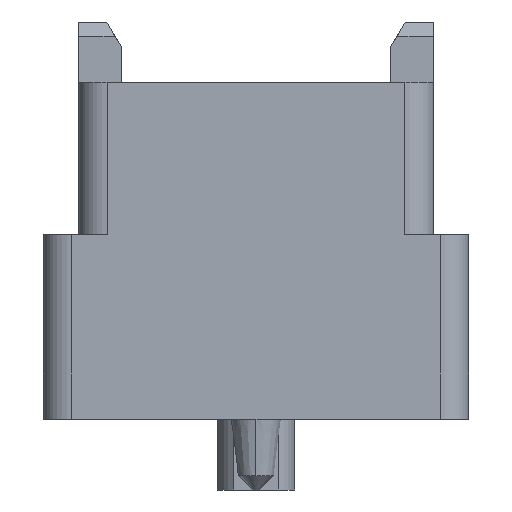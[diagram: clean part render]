
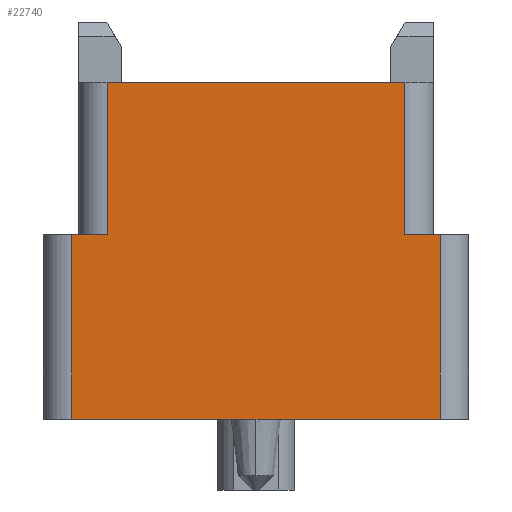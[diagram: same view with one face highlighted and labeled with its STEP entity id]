
A CAD part, left-side view. The second image highlights one B-rep face of the part: STEP entity #22740.
In plain terms, the highlighted planar face has unit normal (-1, 0, 0).
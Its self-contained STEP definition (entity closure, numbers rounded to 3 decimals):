
#98 = CARTESIAN_POINT ( 'NONE',  ( -22.9, -2.1, 0. ) ) ;
#209 = EDGE_CURVE ( 'NONE', #19296, #20125, #20268, .T. ) ;
#548 = EDGE_CURVE ( 'NONE', #25983, #13605, #14370, .T. ) ;
#566 = EDGE_CURVE ( 'NONE', #4127, #20125, #27917, .T. ) ;
#648 = ORIENTED_EDGE ( 'NONE', *, *, #30499, .T. ) ;
#716 = ORIENTED_EDGE ( 'NONE', *, *, #27247, .T. ) ;
#912 = CARTESIAN_POINT ( 'NONE',  ( -22.9, -2.1, -2.15 ) ) ;
#928 = VECTOR ( 'NONE', #9400, 1000. ) ;
#1266 = DIRECTION ( 'NONE',  ( 0., 0., -1. ) ) ;
#1399 = ORIENTED_EDGE ( 'NONE', *, *, #28562, .F. ) ;
#4099 = ORIENTED_EDGE ( 'NONE', *, *, #27031, .T. ) ;
#4127 = VERTEX_POINT ( 'NONE', #12919 ) ;
#4255 = DIRECTION ( 'NONE',  ( -1., 0., 0. ) ) ;
#4362 = VECTOR ( 'NONE', #26337, 1000. ) ;
#4986 = LINE ( 'NONE', #98, #4362 ) ;
#6622 = PLANE ( 'NONE',  #21488 ) ;
#7793 = CARTESIAN_POINT ( 'NONE',  ( -22.9, 2.1, -2.15 ) ) ;
#9400 = DIRECTION ( 'NONE',  ( 0., 1., 0. ) ) ;
#9482 = CARTESIAN_POINT ( 'NONE',  ( -22.9, -2.6, -2.15 ) ) ;
#9506 = VECTOR ( 'NONE', #20350, 1000. ) ;
#9599 = VERTEX_POINT ( 'NONE', #26812 ) ;
#9641 = ORIENTED_EDGE ( 'NONE', *, *, #209, .T. ) ;
#10139 = VERTEX_POINT ( 'NONE', #7793 ) ;
#10306 = ORIENTED_EDGE ( 'NONE', *, *, #566, .F. ) ;
#10557 = DIRECTION ( 'NONE',  ( 0., 0., 1. ) ) ;
#11792 = VERTEX_POINT ( 'NONE', #25269 ) ;
#11917 = CARTESIAN_POINT ( 'NONE',  ( -22.9, 2.1, -2.15 ) ) ;
#12919 = CARTESIAN_POINT ( 'NONE',  ( -22.9, -2.6, -4.75 ) ) ;
#13128 = ORIENTED_EDGE ( 'NONE', *, *, #23224, .T. ) ;
#13251 = VECTOR ( 'NONE', #15161, 1000. ) ;
#13367 = CARTESIAN_POINT ( 'NONE',  ( -22.9, -2.6, -4.75 ) ) ;
#13605 = VERTEX_POINT ( 'NONE', #25575 ) ;
#13879 = DIRECTION ( 'NONE',  ( 0., 0., 1. ) ) ;
#14370 = LINE ( 'NONE', #9482, #30348 ) ;
#14659 = LINE ( 'NONE', #21926, #9506 ) ;
#15161 = DIRECTION ( 'NONE',  ( 0., 1., 0. ) ) ;
#16174 = CARTESIAN_POINT ( 'NONE',  ( -22.9, 2.6, -4.75 ) ) ;
#16266 = CARTESIAN_POINT ( 'NONE',  ( -22.9, 0., 0. ) ) ;
#16877 = CARTESIAN_POINT ( 'NONE',  ( -22.9, -2.6, -2.15 ) ) ;
#18878 = CARTESIAN_POINT ( 'NONE',  ( -22.9, -2.6, -2.15 ) ) ;
#19206 = LINE ( 'NONE', #11917, #928 ) ;
#19296 = VERTEX_POINT ( 'NONE', #30008 ) ;
#20125 = VERTEX_POINT ( 'NONE', #16174 ) ;
#20268 = LINE ( 'NONE', #27668, #27782 ) ;
#20350 = DIRECTION ( 'NONE',  ( 0., 0., -1. ) ) ;
#21488 = AXIS2_PLACEMENT_3D ( 'NONE', #16266, #4255, #13879 ) ;
#21786 = DIRECTION ( 'NONE',  ( 0., 0., -1. ) ) ;
#21926 = CARTESIAN_POINT ( 'NONE',  ( -22.9, 2.1, 0. ) ) ;
#22571 = LINE ( 'NONE', #912, #26322 ) ;
#22740 = ADVANCED_FACE ( 'NONE', ( #28270 ), #6622, .T. ) ;
#23224 = EDGE_CURVE ( 'NONE', #11792, #9599, #4986, .T. ) ;
#24006 = DIRECTION ( 'NONE',  ( 0., 1., 0. ) ) ;
#24224 = EDGE_LOOP ( 'NONE', ( #13128, #4099, #716, #9641, #10306, #1399, #28489, #648 ) ) ;
#24446 = LINE ( 'NONE', #16877, #27757 ) ;
#25269 = CARTESIAN_POINT ( 'NONE',  ( -22.9, -2.1, 0. ) ) ;
#25575 = CARTESIAN_POINT ( 'NONE',  ( -22.9, -2.1, -2.15 ) ) ;
#25983 = VERTEX_POINT ( 'NONE', #18878 ) ;
#26322 = VECTOR ( 'NONE', #10557, 1000. ) ;
#26337 = DIRECTION ( 'NONE',  ( 0., 1., 0. ) ) ;
#26812 = CARTESIAN_POINT ( 'NONE',  ( -22.9, 2.1, 0. ) ) ;
#27031 = EDGE_CURVE ( 'NONE', #9599, #10139, #14659, .T. ) ;
#27247 = EDGE_CURVE ( 'NONE', #10139, #19296, #19206, .T. ) ;
#27668 = CARTESIAN_POINT ( 'NONE',  ( -22.9, 2.6, -2.15 ) ) ;
#27757 = VECTOR ( 'NONE', #21786, 1000. ) ;
#27782 = VECTOR ( 'NONE', #1266, 1000. ) ;
#27917 = LINE ( 'NONE', #13367, #13251 ) ;
#28270 = FACE_OUTER_BOUND ( 'NONE', #24224, .T. ) ;
#28489 = ORIENTED_EDGE ( 'NONE', *, *, #548, .T. ) ;
#28562 = EDGE_CURVE ( 'NONE', #25983, #4127, #24446, .T. ) ;
#30008 = CARTESIAN_POINT ( 'NONE',  ( -22.9, 2.6, -2.15 ) ) ;
#30348 = VECTOR ( 'NONE', #24006, 1000. ) ;
#30499 = EDGE_CURVE ( 'NONE', #13605, #11792, #22571, .T. ) ;
